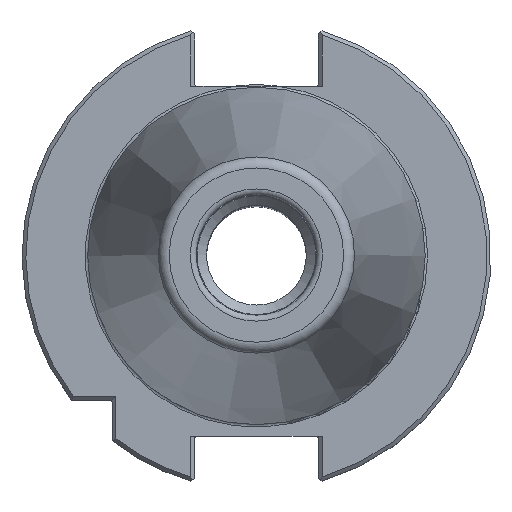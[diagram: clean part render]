
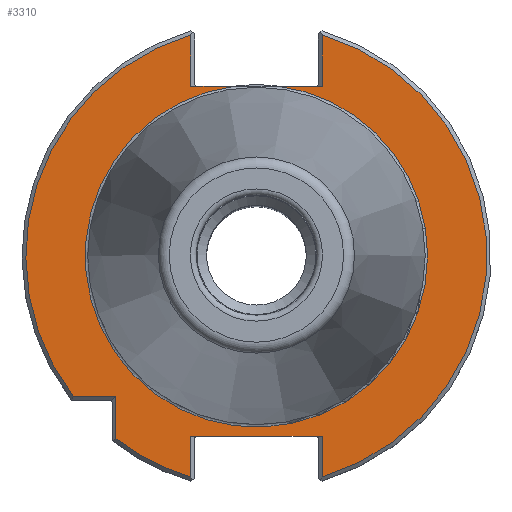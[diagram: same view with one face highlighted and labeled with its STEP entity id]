
A CAD part, top view. The second image highlights one B-rep face of the part: STEP entity #3310.
In plain terms, the highlighted planar face has unit normal (0, 0, 1).
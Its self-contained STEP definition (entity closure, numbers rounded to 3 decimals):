
#54=LINE('',#4780,#150);
#58=LINE('',#4796,#154);
#70=LINE('',#4941,#166);
#75=LINE('',#4955,#171);
#96=LINE('',#5021,#192);
#97=LINE('',#5023,#193);
#98=LINE('',#5025,#194);
#99=LINE('',#5026,#195);
#100=LINE('',#5027,#196);
#150=VECTOR('',#3938,1000.);
#154=VECTOR('',#3948,1000.);
#166=VECTOR('',#4024,1000.);
#171=VECTOR('',#4035,1000.);
#192=VECTOR('',#4094,1000.);
#193=VECTOR('',#4097,1000.);
#194=VECTOR('',#4098,1000.);
#195=VECTOR('',#4099,1000.);
#196=VECTOR('',#4100,1000.);
#392=PLANE('',#3558);
#796=ORIENTED_EDGE('',*,*,#1156,.T.);
#797=ORIENTED_EDGE('',*,*,#1232,.T.);
#798=ORIENTED_EDGE('',*,*,#1233,.F.);
#799=ORIENTED_EDGE('',*,*,#1234,.T.);
#800=ORIENTED_EDGE('',*,*,#1158,.T.);
#801=ORIENTED_EDGE('',*,*,#1202,.T.);
#802=ORIENTED_EDGE('',*,*,#1235,.F.);
#803=ORIENTED_EDGE('',*,*,#1154,.F.);
#804=ORIENTED_EDGE('',*,*,#1236,.F.);
#805=ORIENTED_EDGE('',*,*,#1195,.T.);
#806=ORIENTED_EDGE('',*,*,#1151,.T.);
#807=ORIENTED_EDGE('',*,*,#1150,.T.);
#808=ORIENTED_EDGE('',*,*,#1143,.T.);
#1143=EDGE_CURVE('',#1425,#1424,#54,.T.);
#1150=EDGE_CURVE('',#1428,#1425,#58,.T.);
#1151=EDGE_CURVE('',#1430,#1428,#1606,.T.);
#1154=EDGE_CURVE('',#1432,#1431,#1608,.T.);
#1156=EDGE_CURVE('',#1424,#1433,#1609,.T.);
#1158=EDGE_CURVE('',#1436,#1435,#1610,.T.);
#1195=EDGE_CURVE('',#1459,#1430,#70,.T.);
#1202=EDGE_CURVE('',#1435,#1464,#75,.T.);
#1232=EDGE_CURVE('',#1433,#1482,#96,.T.);
#1233=EDGE_CURVE('',#1483,#1482,#97,.T.);
#1234=EDGE_CURVE('',#1483,#1436,#98,.T.);
#1235=EDGE_CURVE('',#1431,#1464,#99,.T.);
#1236=EDGE_CURVE('',#1459,#1432,#100,.T.);
#1424=VERTEX_POINT('',#4779);
#1425=VERTEX_POINT('',#4781);
#1428=VERTEX_POINT('',#4792);
#1430=VERTEX_POINT('',#4799);
#1431=VERTEX_POINT('',#4806);
#1432=VERTEX_POINT('',#4807);
#1433=VERTEX_POINT('',#4814);
#1435=VERTEX_POINT('',#4822);
#1436=VERTEX_POINT('',#4824);
#1459=VERTEX_POINT('',#4942);
#1464=VERTEX_POINT('',#4954);
#1482=VERTEX_POINT('',#5020);
#1483=VERTEX_POINT('',#5024);
#1606=CIRCLE('',#3505,47.95);
#1608=CIRCLE('',#3508,35.591);
#1609=CIRCLE('',#3510,47.95);
#1610=CIRCLE('',#3512,47.95);
#1791=EDGE_LOOP('',(#796,#797,#798,#799,#800,#801,#802,#803,#804,#805,#806,
#807,#808));
#2021=FACE_BOUND('',#1791,.T.);
#3310=ADVANCED_FACE('',(#2021),#392,.T.);
#3505=AXIS2_PLACEMENT_3D('',#4798,#3951,#3952);
#3508=AXIS2_PLACEMENT_3D('',#4808,#3957,#3958);
#3510=AXIS2_PLACEMENT_3D('',#4815,#3961,#3962);
#3512=AXIS2_PLACEMENT_3D('',#4823,#3965,#3966);
#3558=AXIS2_PLACEMENT_3D('',#5022,#4095,#4096);
#3938=DIRECTION('',(0.,-1.,0.));
#3948=DIRECTION('',(1.,0.,0.));
#3951=DIRECTION('',(0.,0.,1.));
#3952=DIRECTION('',(1.,0.,0.));
#3957=DIRECTION('',(0.,0.,1.));
#3958=DIRECTION('',(1.,0.,0.));
#3961=DIRECTION('',(0.,0.,1.));
#3962=DIRECTION('',(1.,0.,0.));
#3965=DIRECTION('',(0.,0.,1.));
#3966=DIRECTION('',(1.,0.,0.));
#4024=DIRECTION('',(0.,1.,0.));
#4035=DIRECTION('',(0.,-1.,0.));
#4094=DIRECTION('',(0.,1.,0.));
#4095=DIRECTION('',(0.,0.,1.));
#4096=DIRECTION('',(1.,0.,0.));
#4097=DIRECTION('',(-1.,0.,0.));
#4098=DIRECTION('',(0.,-1.,0.));
#4099=DIRECTION('',(1.,0.,0.));
#4100=DIRECTION('',(1.,0.,0.));
#4779=CARTESIAN_POINT('',(-29.2,-38.034,-3.2));
#4780=CARTESIAN_POINT('',(-29.2,-38.616,-3.2));
#4781=CARTESIAN_POINT('',(-29.2,-29.2,-3.2));
#4792=CARTESIAN_POINT('',(-38.034,-29.2,-3.2));
#4796=CARTESIAN_POINT('',(-30.,-29.2,-3.2));
#4798=CARTESIAN_POINT('',(0.,0.,-3.2));
#4799=CARTESIAN_POINT('',(-13.65,45.966,-3.2));
#4806=CARTESIAN_POINT('',(4.543,35.3,-3.2));
#4807=CARTESIAN_POINT('',(-4.543,35.3,-3.2));
#4808=CARTESIAN_POINT('',(0.,0.,-3.2));
#4814=CARTESIAN_POINT('',(-13.65,-45.966,-3.2));
#4815=CARTESIAN_POINT('',(0.,0.,-3.2));
#4822=CARTESIAN_POINT('',(13.65,45.966,-3.2));
#4823=CARTESIAN_POINT('',(0.,0.,-3.2));
#4824=CARTESIAN_POINT('',(13.65,-45.966,-3.2));
#4941=CARTESIAN_POINT('',(-13.65,47.181,-3.2));
#4942=CARTESIAN_POINT('',(-13.65,35.3,-3.2));
#4954=CARTESIAN_POINT('',(13.65,35.3,-3.2));
#4955=CARTESIAN_POINT('',(13.65,35.3,-3.2));
#5020=CARTESIAN_POINT('',(-13.65,-37.5,-3.2));
#5021=CARTESIAN_POINT('',(-13.65,-37.5,-3.2));
#5022=CARTESIAN_POINT('',(35.591,0.,-3.2));
#5023=CARTESIAN_POINT('',(12.85,-37.5,-3.2));
#5024=CARTESIAN_POINT('',(13.65,-37.5,-3.2));
#5025=CARTESIAN_POINT('',(13.65,-47.181,-3.2));
#5026=CARTESIAN_POINT('',(-12.85,35.3,-3.2));
#5027=CARTESIAN_POINT('',(-12.85,35.3,-3.2));
